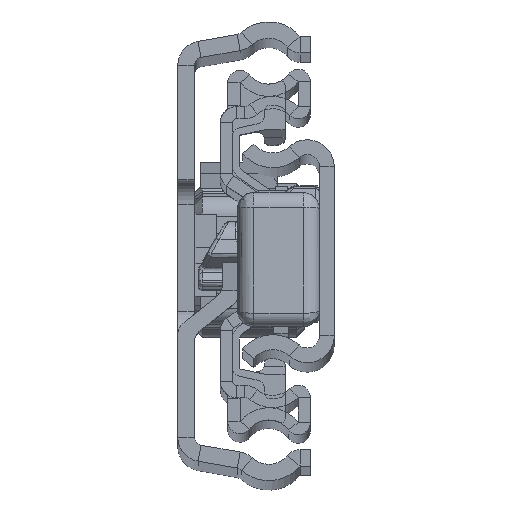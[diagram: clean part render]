
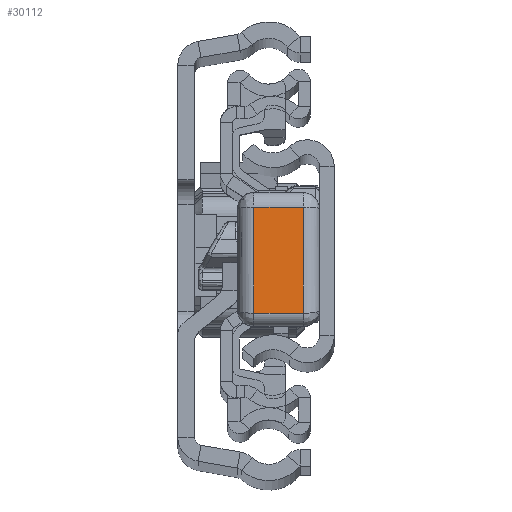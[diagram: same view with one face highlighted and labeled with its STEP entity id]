
A CAD part, top view. The second image highlights one B-rep face of the part: STEP entity #30112.
In plain terms, the highlighted face is planar.
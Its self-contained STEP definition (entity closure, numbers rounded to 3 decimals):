
#1383 = CARTESIAN_POINT ( 'NONE',  ( 39.636, -12.609, 2. ) ) ;
#1545 = ORIENTED_EDGE ( 'NONE', *, *, #44133, .T. ) ;
#2858 = LINE ( 'NONE', #21336, #30737 ) ;
#5627 = EDGE_CURVE ( 'NONE', #43057, #55688, #5874, .T. ) ;
#5874 = LINE ( 'NONE', #11010, #23020 ) ;
#6410 = CARTESIAN_POINT ( 'NONE',  ( 39.636, 0., 8. ) ) ;
#6496 = PLANE ( 'NONE',  #21564 ) ;
#6788 = ORIENTED_EDGE ( 'NONE', *, *, #18826, .T. ) ;
#11010 = CARTESIAN_POINT ( 'NONE',  ( 39.636, 0., 2. ) ) ;
#11651 = ORIENTED_EDGE ( 'NONE', *, *, #16964, .T. ) ;
#16964 = EDGE_CURVE ( 'NONE', #59183, #40097, #28866, .T. ) ;
#18826 = EDGE_CURVE ( 'NONE', #40097, #43057, #2858, .T. ) ;
#19494 = VECTOR ( 'NONE', #40235, 1000. ) ;
#21336 = CARTESIAN_POINT ( 'NONE',  ( 39.636, -12.609, 5.5 ) ) ;
#21564 = AXIS2_PLACEMENT_3D ( 'NONE', #52673, #48093, #24978 ) ;
#22294 = LINE ( 'NONE', #54253, #19494 ) ;
#23020 = VECTOR ( 'NONE', #38648, 1000. ) ;
#23942 = CARTESIAN_POINT ( 'NONE',  ( 39.636, 0.361, 8. ) ) ;
#24978 = DIRECTION ( 'NONE',  ( 0., 0., -1. ) ) ;
#26229 = CARTESIAN_POINT ( 'NONE',  ( 39.636, -12.609, 8. ) ) ;
#28866 = LINE ( 'NONE', #6410, #38411 ) ;
#30112 = ADVANCED_FACE ( 'NONE', ( #38680 ), #6496, .F. ) ;
#30737 = VECTOR ( 'NONE', #48421, 1000. ) ;
#38411 = VECTOR ( 'NONE', #43747, 1000. ) ;
#38648 = DIRECTION ( 'NONE',  ( 0., 1., 0. ) ) ;
#38680 = FACE_OUTER_BOUND ( 'NONE', #46492, .T. ) ;
#40097 = VERTEX_POINT ( 'NONE', #26229 ) ;
#40235 = DIRECTION ( 'NONE',  ( 0., 0., 1. ) ) ;
#40945 = CARTESIAN_POINT ( 'NONE',  ( 39.636, 0.361, 2. ) ) ;
#41809 = ORIENTED_EDGE ( 'NONE', *, *, #5627, .T. ) ;
#43057 = VERTEX_POINT ( 'NONE', #1383 ) ;
#43747 = DIRECTION ( 'NONE',  ( 0., -1., 0. ) ) ;
#44133 = EDGE_CURVE ( 'NONE', #55688, #59183, #22294, .T. ) ;
#46492 = EDGE_LOOP ( 'NONE', ( #41809, #1545, #11651, #6788 ) ) ;
#48093 = DIRECTION ( 'NONE',  ( -1., 0., 0. ) ) ;
#48421 = DIRECTION ( 'NONE',  ( 0., 0., -1. ) ) ;
#52673 = CARTESIAN_POINT ( 'NONE',  ( 39.636, 0., 5.5 ) ) ;
#54253 = CARTESIAN_POINT ( 'NONE',  ( 39.636, 0.361, 5.5 ) ) ;
#55688 = VERTEX_POINT ( 'NONE', #40945 ) ;
#59183 = VERTEX_POINT ( 'NONE', #23942 ) ;
